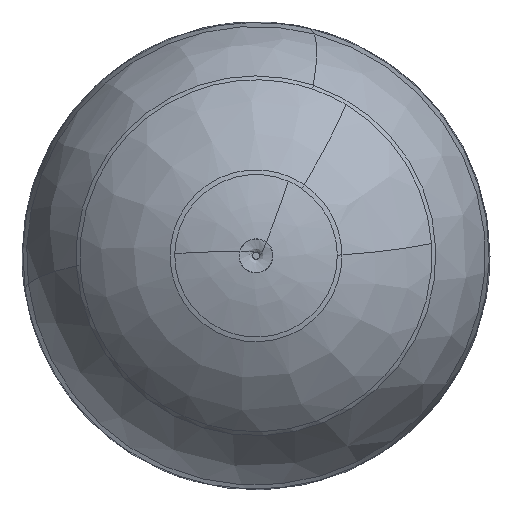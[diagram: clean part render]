
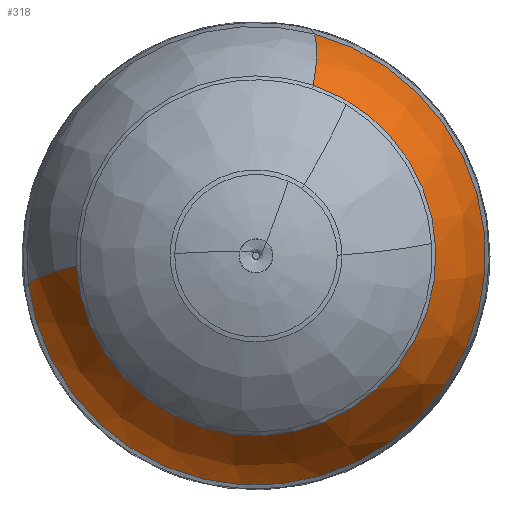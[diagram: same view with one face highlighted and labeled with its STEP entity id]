
A CAD part, left-side view. The second image highlights one B-rep face of the part: STEP entity #318.
In plain terms, the highlighted free-form (B-spline) face has degree [3, 3] with [10, 7] control points.
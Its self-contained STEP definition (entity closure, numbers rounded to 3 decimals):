
#159=(
BOUNDED_SURFACE()
B_SPLINE_SURFACE(3,3,((#3468,#3469,#3470,#3471,#3472,#3473,#3474),(#3475,
#3476,#3477,#3478,#3479,#3480,#3481),(#3482,#3483,#3484,#3485,#3486,#3487,
#3488),(#3489,#3490,#3491,#3492,#3493,#3494,#3495),(#3496,#3497,#3498,#3499,
#3500,#3501,#3502),(#3503,#3504,#3505,#3506,#3507,#3508,#3509),(#3510,#3511,
#3512,#3513,#3514,#3515,#3516),(#3517,#3518,#3519,#3520,#3521,#3522,#3523),
(#3524,#3525,#3526,#3527,#3528,#3529,#3530),(#3531,#3532,#3533,#3534,#3535,
#3536,#3537)),.UNSPECIFIED.,.F.,.F.,.F.)
B_SPLINE_SURFACE_WITH_KNOTS((4,2,2,2,4),(4,3,4),(0.,0.25,0.5,0.75,1.),(0.,
0.5,1.),.UNSPECIFIED.)
GEOMETRIC_REPRESENTATION_ITEM()
RATIONAL_B_SPLINE_SURFACE(((1.,0.646,0.646,1.,0.646,
0.646,1.),(1.,0.646,0.646,1.,0.646,
0.646,1.),(1.,0.646,0.646,1.,0.646,
0.646,1.),(1.,0.646,0.646,1.,0.646,
0.646,1.),(1.,0.646,0.646,1.,0.646,
0.646,1.),(1.,0.646,0.646,1.,0.646,
0.646,1.),(1.,0.646,0.646,1.,0.646,
0.646,1.),(1.,0.646,0.646,1.,0.646,
0.646,1.),(1.,0.646,0.646,1.,0.646,
0.646,1.),(1.,0.646,0.646,1.,0.646,
0.646,1.)))
REPRESENTATION_ITEM('')
SURFACE()
);
#192=B_SPLINE_CURVE_WITH_KNOTS('',3,(#3286,#3287,#3288,#3289,#3290,#3291,
#3292,#3293,#3294,#3295),.UNSPECIFIED.,.F.,.F.,(4,2,2,2,4),(0.,0.25,0.5,
0.75,1.),.UNSPECIFIED.);
#193=B_SPLINE_CURVE_WITH_KNOTS('',3,(#3299,#3300,#3301,#3302,#3303,#3304,
#3305,#3306,#3307,#3308),.UNSPECIFIED.,.F.,.F.,(4,2,2,2,4),(0.,0.25,0.5,
0.75,1.),.UNSPECIFIED.);
#318=ADVANCED_FACE('',(#375),#159,.F.);
#375=FACE_OUTER_BOUND('',#457,.T.);
#457=EDGE_LOOP('',(#692,#693,#694,#695));
#692=ORIENTED_EDGE('',*,*,#917,.F.);
#693=ORIENTED_EDGE('',*,*,#922,.F.);
#694=ORIENTED_EDGE('',*,*,#919,.F.);
#695=ORIENTED_EDGE('',*,*,#927,.T.);
#795=VERTEX_POINT('',#3284);
#796=VERTEX_POINT('',#3285);
#797=VERTEX_POINT('',#3296);
#798=VERTEX_POINT('',#3298);
#917=EDGE_CURVE('',#795,#797,#192,.T.);
#919=EDGE_CURVE('',#798,#796,#193,.T.);
#922=EDGE_CURVE('',#796,#795,#1001,.T.);
#927=EDGE_CURVE('',#798,#797,#1002,.T.);
#1001=CIRCLE('',#1087,9.769);
#1002=CIRCLE('',#1088,7.662);
#1087=AXIS2_PLACEMENT_3D('',#3359,#1272,#1273);
#1088=AXIS2_PLACEMENT_3D('',#3467,#1274,#1275);
#1272=DIRECTION('',(1.,0.,0.));
#1273=DIRECTION('',(0.,-0.255,0.967));
#1274=DIRECTION('',(1.,0.,0.));
#1275=DIRECTION('',(0.,-0.318,0.948));
#3284=CARTESIAN_POINT('',(7.825,9.696,-1.193));
#3285=CARTESIAN_POINT('',(7.825,-2.489,9.447));
#3286=CARTESIAN_POINT('',(7.825,9.696,-1.193));
#3287=CARTESIAN_POINT('',(7.428,9.62,-1.123));
#3288=CARTESIAN_POINT('',(7.036,9.519,-1.054));
#3289=CARTESIAN_POINT('',(6.266,9.267,-0.918));
#3290=CARTESIAN_POINT('',(5.89,9.117,-0.852));
#3291=CARTESIAN_POINT('',(5.165,8.775,-0.724));
#3292=CARTESIAN_POINT('',(4.813,8.581,-0.662));
#3293=CARTESIAN_POINT('',(4.135,8.15,-0.543));
#3294=CARTESIAN_POINT('',(3.808,7.91,-0.485));
#3295=CARTESIAN_POINT('',(3.496,7.65,-0.43));
#3296=CARTESIAN_POINT('',(3.496,7.65,-0.43));
#3298=CARTESIAN_POINT('',(3.496,-2.439,7.263));
#3299=CARTESIAN_POINT('',(3.496,-2.439,7.263));
#3300=CARTESIAN_POINT('',(3.808,-2.484,7.525));
#3301=CARTESIAN_POINT('',(4.135,-2.52,7.77));
#3302=CARTESIAN_POINT('',(4.813,-2.569,8.215));
#3303=CARTESIAN_POINT('',(5.165,-2.583,8.417));
#3304=CARTESIAN_POINT('',(5.89,-2.591,8.783));
#3305=CARTESIAN_POINT('',(6.266,-2.586,8.946));
#3306=CARTESIAN_POINT('',(7.036,-2.553,9.231));
#3307=CARTESIAN_POINT('',(7.428,-2.526,9.35));
#3308=CARTESIAN_POINT('',(7.825,-2.489,9.447));
#3359=CARTESIAN_POINT('',(7.825,0.,0.));
#3467=CARTESIAN_POINT('',(3.496,0.,0.));
#3468=CARTESIAN_POINT('',(3.496,-2.439,7.263));
#3469=CARTESIAN_POINT('',(3.496,-9.063,5.039));
#3470=CARTESIAN_POINT('',(3.496,-10.202,-1.855));
#3471=CARTESIAN_POINT('',(3.496,-4.646,-6.092));
#3472=CARTESIAN_POINT('',(3.496,0.911,-10.329));
#3473=CARTESIAN_POINT('',(3.496,7.257,-7.407));
#3474=CARTESIAN_POINT('',(3.496,7.65,-0.43));
#3475=CARTESIAN_POINT('',(3.808,-2.484,7.525));
#3476=CARTESIAN_POINT('',(3.808,-9.347,5.259));
#3477=CARTESIAN_POINT('',(3.808,-10.562,-1.865));
#3478=CARTESIAN_POINT('',(3.808,-4.837,-6.277));
#3479=CARTESIAN_POINT('',(3.808,0.887,-10.689));
#3480=CARTESIAN_POINT('',(3.808,7.467,-7.699));
#3481=CARTESIAN_POINT('',(3.808,7.91,-0.485));
#3482=CARTESIAN_POINT('',(4.135,-2.52,7.77));
#3483=CARTESIAN_POINT('',(4.135,-9.606,5.471));
#3484=CARTESIAN_POINT('',(4.135,-10.896,-1.865));
#3485=CARTESIAN_POINT('',(4.135,-5.02,-6.443));
#3486=CARTESIAN_POINT('',(4.135,0.857,-11.022));
#3487=CARTESIAN_POINT('',(4.135,7.655,-7.976));
#3488=CARTESIAN_POINT('',(4.135,8.15,-0.543));
#3489=CARTESIAN_POINT('',(4.813,-2.569,8.215));
#3490=CARTESIAN_POINT('',(4.813,-10.061,5.872));
#3491=CARTESIAN_POINT('',(4.813,-11.502,-1.845));
#3492=CARTESIAN_POINT('',(4.813,-5.361,-6.734));
#3493=CARTESIAN_POINT('',(4.813,0.78,-11.623));
#3494=CARTESIAN_POINT('',(4.813,7.977,-8.489));
#3495=CARTESIAN_POINT('',(4.813,8.581,-0.662));
#3496=CARTESIAN_POINT('',(5.165,-2.583,8.417));
#3497=CARTESIAN_POINT('',(5.165,-10.259,6.061));
#3498=CARTESIAN_POINT('',(5.165,-11.776,-1.824));
#3499=CARTESIAN_POINT('',(5.165,-5.52,-6.859));
#3500=CARTESIAN_POINT('',(5.165,0.735,-11.893));
#3501=CARTESIAN_POINT('',(5.165,8.114,-8.727));
#3502=CARTESIAN_POINT('',(5.165,8.775,-0.724));
#3503=CARTESIAN_POINT('',(5.89,-2.591,8.783));
#3504=CARTESIAN_POINT('',(5.89,-10.601,6.419));
#3505=CARTESIAN_POINT('',(5.89,-12.267,-1.764));
#3506=CARTESIAN_POINT('',(5.89,-5.818,-7.071));
#3507=CARTESIAN_POINT('',(5.89,0.63,-12.377));
#3508=CARTESIAN_POINT('',(5.89,8.34,-9.167));
#3509=CARTESIAN_POINT('',(5.89,9.117,-0.852));
#3510=CARTESIAN_POINT('',(6.266,-2.586,8.946));
#3511=CARTESIAN_POINT('',(6.266,-10.745,6.588));
#3512=CARTESIAN_POINT('',(6.266,-12.485,-1.725));
#3513=CARTESIAN_POINT('',(6.266,-5.957,-7.158));
#3514=CARTESIAN_POINT('',(6.266,0.571,-12.591));
#3515=CARTESIAN_POINT('',(6.266,8.429,-9.37));
#3516=CARTESIAN_POINT('',(6.266,9.267,-0.918));
#3517=CARTESIAN_POINT('',(7.036,-2.553,9.231));
#3518=CARTESIAN_POINT('',(7.036,-10.972,6.902));
#3519=CARTESIAN_POINT('',(7.036,-12.86,-1.626));
#3520=CARTESIAN_POINT('',(7.036,-6.211,-7.29));
#3521=CARTESIAN_POINT('',(7.036,0.438,-12.955));
#3522=CARTESIAN_POINT('',(7.036,8.558,-9.736));
#3523=CARTESIAN_POINT('',(7.036,9.519,-1.054));
#3524=CARTESIAN_POINT('',(7.428,-2.526,9.35));
#3525=CARTESIAN_POINT('',(7.428,-11.054,7.046));
#3526=CARTESIAN_POINT('',(7.428,-13.015,-1.567));
#3527=CARTESIAN_POINT('',(7.428,-6.325,-7.335));
#3528=CARTESIAN_POINT('',(7.428,0.365,-13.103));
#3529=CARTESIAN_POINT('',(7.428,8.596,-9.897));
#3530=CARTESIAN_POINT('',(7.428,9.62,-1.123));
#3531=CARTESIAN_POINT('',(7.825,-2.489,9.447));
#3532=CARTESIAN_POINT('',(7.825,-11.105,7.177));
#3533=CARTESIAN_POINT('',(7.825,-13.137,-1.499));
#3534=CARTESIAN_POINT('',(7.825,-6.426,-7.359));
#3535=CARTESIAN_POINT('',(7.825,0.286,-13.219));
#3536=CARTESIAN_POINT('',(7.825,8.608,-10.037));
#3537=CARTESIAN_POINT('',(7.825,9.696,-1.193));
